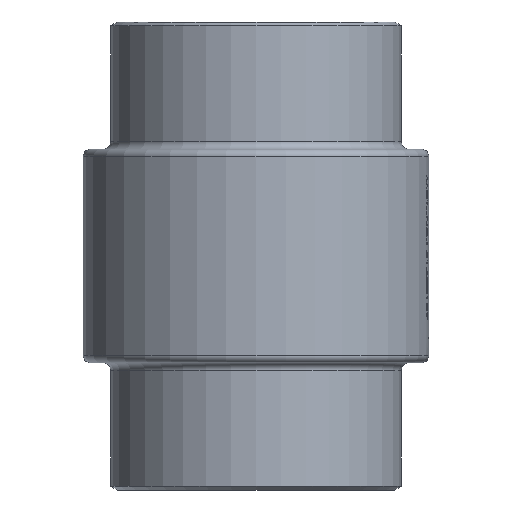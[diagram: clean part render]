
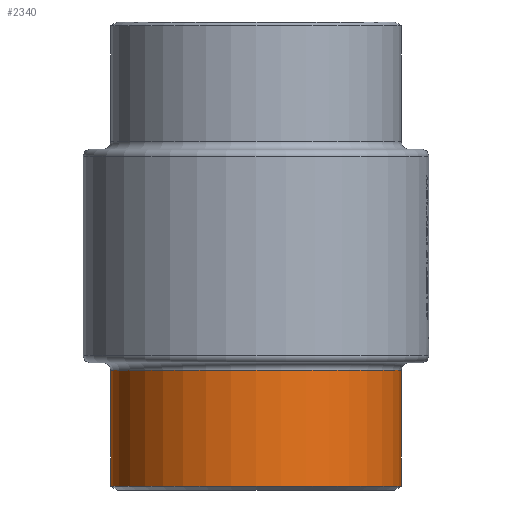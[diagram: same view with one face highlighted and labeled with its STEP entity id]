
A CAD part, front view. The second image highlights one B-rep face of the part: STEP entity #2340.
In plain terms, the highlighted cylindrical face has radius 57.15 mm (diameter 114.3 mm), a partial arc.
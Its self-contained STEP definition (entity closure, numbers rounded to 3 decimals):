
#2340 = ADVANCED_FACE ( 'NONE', ( #11356 ), #20150, .T. ) ;
#3420 = ORIENTED_EDGE ( 'NONE', *, *, #27607, .T. ) ;
#3937 = VERTEX_POINT ( 'NONE', #6218 ) ;
#4256 = AXIS2_PLACEMENT_3D ( 'NONE', #6446, #22116, #28450 ) ;
#4456 = CARTESIAN_POINT ( 'NONE',  ( -57.15, 0., -182.499 ) ) ;
#5019 = EDGE_CURVE ( 'NONE', #22857, #13419, #10191, .T. ) ;
#5380 = ORIENTED_EDGE ( 'NONE', *, *, #22776, .T. ) ;
#5471 = DIRECTION ( 'NONE',  ( 1., 0., 0. ) ) ;
#5616 = DIRECTION ( 'NONE',  ( 0., 0., 1. ) ) ;
#6111 = EDGE_CURVE ( 'NONE', #3937, #7318, #9645, .T. ) ;
#6123 = AXIS2_PLACEMENT_3D ( 'NONE', #8929, #21754, #24319 ) ;
#6218 = CARTESIAN_POINT ( 'NONE',  ( -57.15, 0., -137. ) ) ;
#6446 = CARTESIAN_POINT ( 'NONE',  ( 0., 0., -137. ) ) ;
#7318 = VERTEX_POINT ( 'NONE', #4456 ) ;
#7906 = DIRECTION ( 'NONE',  ( 0., 0., -1. ) ) ;
#8929 = CARTESIAN_POINT ( 'NONE',  ( 0., 0., -184. ) ) ;
#9645 = LINE ( 'NONE', #18446, #10284 ) ;
#10191 = LINE ( 'NONE', #12649, #20867 ) ;
#10284 = VECTOR ( 'NONE', #26936, 1000. ) ;
#11356 = FACE_OUTER_BOUND ( 'NONE', #22919, .T. ) ;
#12582 = CIRCLE ( 'NONE', #14889, 57.15 ) ;
#12649 = CARTESIAN_POINT ( 'NONE',  ( 57.15, 0., -184. ) ) ;
#12979 = ORIENTED_EDGE ( 'NONE', *, *, #6111, .T. ) ;
#13419 = VERTEX_POINT ( 'NONE', #26954 ) ;
#14320 = CIRCLE ( 'NONE', #4256, 57.15 ) ;
#14532 = ORIENTED_EDGE ( 'NONE', *, *, #5019, .F. ) ;
#14889 = AXIS2_PLACEMENT_3D ( 'NONE', #27616, #5616, #5471 ) ;
#18446 = CARTESIAN_POINT ( 'NONE',  ( -57.15, 0., -184. ) ) ;
#20150 = CYLINDRICAL_SURFACE ( 'NONE', #6123, 57.15 ) ;
#20867 = VECTOR ( 'NONE', #7906, 1000. ) ;
#21754 = DIRECTION ( 'NONE',  ( 0., 0., -1. ) ) ;
#22116 = DIRECTION ( 'NONE',  ( 0., 0., -1. ) ) ;
#22776 = EDGE_CURVE ( 'NONE', #22857, #3937, #14320, .T. ) ;
#22857 = VERTEX_POINT ( 'NONE', #24635 ) ;
#22919 = EDGE_LOOP ( 'NONE', ( #5380, #12979, #3420, #14532 ) ) ;
#24319 = DIRECTION ( 'NONE',  ( 1., 0., 0. ) ) ;
#24635 = CARTESIAN_POINT ( 'NONE',  ( 57.15, 0., -137. ) ) ;
#26936 = DIRECTION ( 'NONE',  ( 0., 0., -1. ) ) ;
#26954 = CARTESIAN_POINT ( 'NONE',  ( 57.15, 0., -182.499 ) ) ;
#27607 = EDGE_CURVE ( 'NONE', #7318, #13419, #12582, .T. ) ;
#27616 = CARTESIAN_POINT ( 'NONE',  ( 0., 0., -182.499 ) ) ;
#28450 = DIRECTION ( 'NONE',  ( 1., 0., 0. ) ) ;
